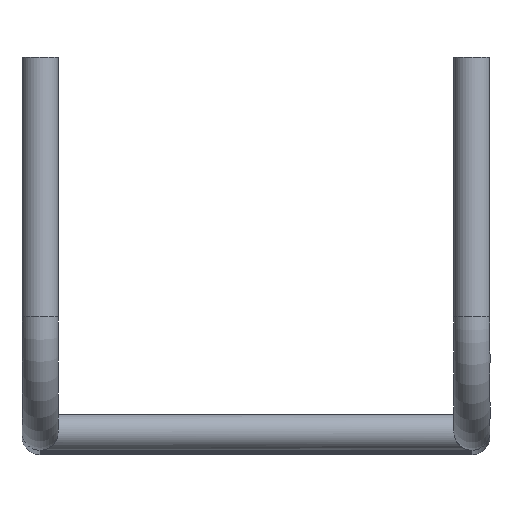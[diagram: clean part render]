
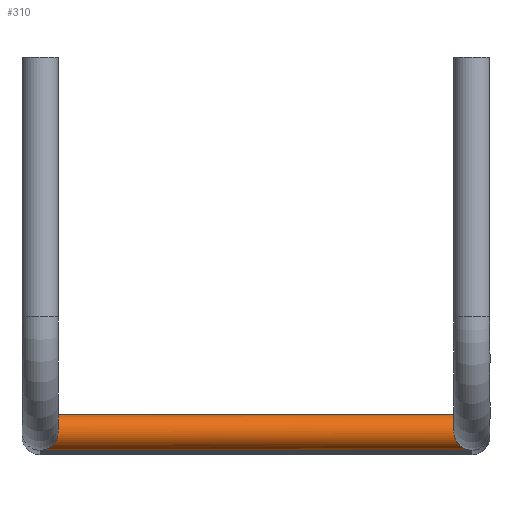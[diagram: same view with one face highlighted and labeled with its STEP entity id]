
A CAD part, top view. The second image highlights one B-rep face of the part: STEP entity #310.
In plain terms, the highlighted cylindrical face has radius 19.05 mm (diameter 38.1 mm), a full revolution.
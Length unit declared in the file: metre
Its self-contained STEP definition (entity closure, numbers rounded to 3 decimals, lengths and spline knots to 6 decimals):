
#20=ELLIPSE('',#346,0.026941,0.01905);
#21=ELLIPSE('',#347,0.026941,0.01905);
#22=ELLIPSE('',#348,0.026941,0.01905);
#23=ELLIPSE('',#349,0.026941,0.01905);
#52=CYLINDRICAL_SURFACE('',#345,0.01905);
#69=ORIENTED_EDGE('',*,*,#138,.F.);
#70=ORIENTED_EDGE('',*,*,#139,.F.);
#71=ORIENTED_EDGE('',*,*,#140,.F.);
#72=ORIENTED_EDGE('',*,*,#141,.F.);
#138=EDGE_CURVE('',#174,#175,#20,.F.);
#139=EDGE_CURVE('',#175,#174,#21,.T.);
#140=EDGE_CURVE('',#176,#177,#22,.T.);
#141=EDGE_CURVE('',#177,#176,#23,.F.);
#174=VERTEX_POINT('',#514);
#175=VERTEX_POINT('',#515);
#176=VERTEX_POINT('',#518);
#177=VERTEX_POINT('',#519);
#221=EDGE_LOOP('',(#69,#70));
#222=EDGE_LOOP('',(#71,#72));
#265=FACE_BOUND('',#221,.T.);
#266=FACE_BOUND('',#222,.T.);
#310=ADVANCED_FACE('',(#265,#266),#52,.T.);
#345=AXIS2_PLACEMENT_3D('',#512,#410,#411);
#346=AXIS2_PLACEMENT_3D('',#513,#412,#413);
#347=AXIS2_PLACEMENT_3D('',#516,#414,#415);
#348=AXIS2_PLACEMENT_3D('',#517,#416,#417);
#349=AXIS2_PLACEMENT_3D('',#520,#418,#419);
#410=DIRECTION('',(-1.,0.,0.));
#411=DIRECTION('',(0.,0.,1.));
#412=DIRECTION('',(-0.707,0.,0.707));
#413=DIRECTION('',(0.707,0.,0.707));
#414=DIRECTION('',(0.707,0.,0.707));
#415=DIRECTION('',(-0.707,0.,0.707));
#416=DIRECTION('',(-0.707,0.,0.707));
#417=DIRECTION('',(0.707,0.,0.707));
#418=DIRECTION('',(0.707,0.,0.707));
#419=DIRECTION('',(-0.707,0.,0.707));
#512=CARTESIAN_POINT('',(0.2286,-6.340078,1.142747));
#513=CARTESIAN_POINT('',(0.2286,-6.340078,1.142747));
#514=CARTESIAN_POINT('',(0.2286,-6.359128,1.142747));
#515=CARTESIAN_POINT('',(0.2286,-6.321028,1.142747));
#516=CARTESIAN_POINT('',(0.2286,-6.340078,1.142747));
#517=CARTESIAN_POINT('',(-0.2286,-6.340078,1.142747));
#518=CARTESIAN_POINT('',(-0.2286,-6.359128,1.142747));
#519=CARTESIAN_POINT('',(-0.2286,-6.321028,1.142747));
#520=CARTESIAN_POINT('',(-0.2286,-6.340078,1.142747));
